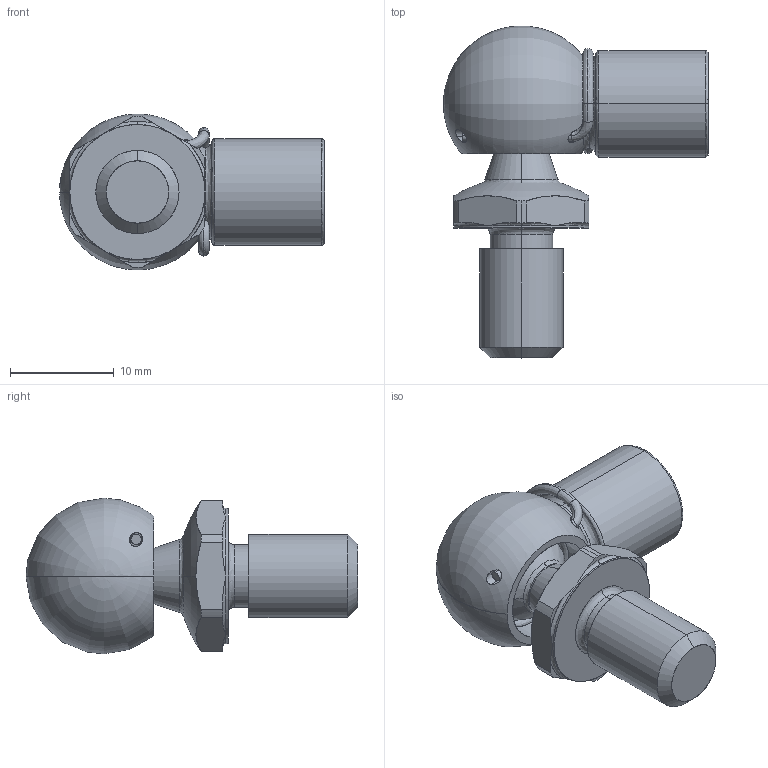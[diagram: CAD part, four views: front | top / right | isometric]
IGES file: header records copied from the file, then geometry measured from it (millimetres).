
Start section: SolidWorks IGES file using analytic representation for surfaces
Global section: file name: B2 Steel Ball Joint.IGS; native system: SolidWorks 2012; preprocessor: SolidWorks 2012; author: sam.bullen; date: 130211.134500; units: millimetre
Bounding box: 25.5 x 31.94 x 14.98 mm (x, y, z)
Surface area: 2850 mm2 (no closed solid volume)
Topology: 0 solids, 0 shells, 122 faces, 1513 edges, 1514 vertices
Faces by surface type: bspline 73, revolution 49
